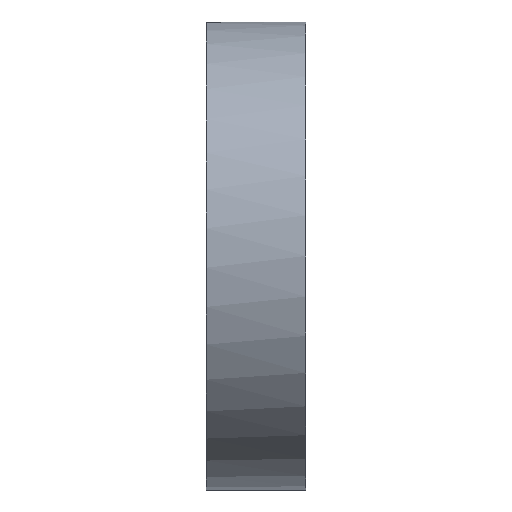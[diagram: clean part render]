
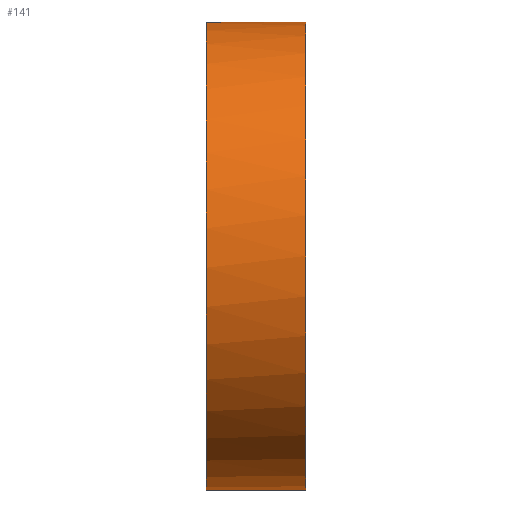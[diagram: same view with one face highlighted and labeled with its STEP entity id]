
A CAD part, front view. The second image highlights one B-rep face of the part: STEP entity #141.
In plain terms, the highlighted cylindrical face has radius 40 mm (diameter 80 mm), a full revolution.
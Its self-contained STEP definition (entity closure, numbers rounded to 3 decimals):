
#17=CYLINDRICAL_SURFACE('',#167,40.);
#19=CIRCLE('',#161,40.);
#23=CIRCLE('',#168,40.);
#24=CIRCLE('',#169,40.);
#25=CIRCLE('',#170,40.);
#26=CIRCLE('',#171,40.);
#31=FACE_OUTER_BOUND('',#38,.T.);
#38=EDGE_LOOP('',(#114,#115,#116,#117,#118,#119,#120,#121,#122));
#44=LINE('',#226,#54);
#49=LINE('',#239,#59);
#51=LINE('',#251,#61);
#54=VECTOR('',#180,10.);
#59=VECTOR('',#193,10.);
#61=VECTOR('',#207,40.);
#64=VERTEX_POINT('',#223);
#65=VERTEX_POINT('',#225);
#67=VERTEX_POINT('',#231);
#69=VERTEX_POINT('',#237);
#72=VERTEX_POINT('',#248);
#73=VERTEX_POINT('',#250);
#74=VERTEX_POINT('',#252);
#77=EDGE_CURVE('',#65,#64,#44,.T.);
#81=EDGE_CURVE('',#64,#67,#19,.T.);
#84=EDGE_CURVE('',#67,#69,#49,.T.);
#89=EDGE_CURVE('',#72,#69,#23,.T.);
#90=EDGE_CURVE('',#72,#73,#51,.T.);
#91=EDGE_CURVE('',#74,#73,#24,.T.);
#92=EDGE_CURVE('',#73,#74,#25,.T.);
#93=EDGE_CURVE('',#65,#72,#26,.T.);
#114=ORIENTED_EDGE('',*,*,#84,.T.);
#115=ORIENTED_EDGE('',*,*,#89,.F.);
#116=ORIENTED_EDGE('',*,*,#90,.T.);
#117=ORIENTED_EDGE('',*,*,#91,.F.);
#118=ORIENTED_EDGE('',*,*,#92,.F.);
#119=ORIENTED_EDGE('',*,*,#90,.F.);
#120=ORIENTED_EDGE('',*,*,#93,.F.);
#121=ORIENTED_EDGE('',*,*,#77,.T.);
#122=ORIENTED_EDGE('',*,*,#81,.T.);
#141=ADVANCED_FACE('',(#31),#17,.T.);
#161=AXIS2_PLACEMENT_3D('',#233,#187,#188);
#167=AXIS2_PLACEMENT_3D('',#247,#203,#204);
#168=AXIS2_PLACEMENT_3D('',#249,#205,#206);
#169=AXIS2_PLACEMENT_3D('',#253,#208,#209);
#170=AXIS2_PLACEMENT_3D('',#254,#210,#211);
#171=AXIS2_PLACEMENT_3D('',#255,#212,#213);
#180=DIRECTION('',(1.,0.,0.));
#187=DIRECTION('center_axis',(1.,0.,0.));
#188=DIRECTION('ref_axis',(0.,0.,
1.));
#193=DIRECTION('',(-1.,0.,0.));
#203=DIRECTION('center_axis',(-1.,0.,0.));
#204=DIRECTION('ref_axis',(0.,0.,
1.));
#205=DIRECTION('center_axis',(-1.,0.,0.));
#206=DIRECTION('ref_axis',(0.,0.,
1.));
#207=DIRECTION('',(1.,0.,0.));
#208=DIRECTION('center_axis',(1.,0.,0.));
#209=DIRECTION('ref_axis',(0.,0.,
1.));
#210=DIRECTION('center_axis',(1.,0.,0.));
#211=DIRECTION('ref_axis',(0.,0.,
1.));
#212=DIRECTION('center_axis',(-1.,0.,0.));
#213=DIRECTION('ref_axis',(0.,0.,
1.));
#223=CARTESIAN_POINT('',(-310.759,44.547,-6.));
#225=CARTESIAN_POINT('',(-316.5,44.547,-6.));
#226=CARTESIAN_POINT('',(-306.5,44.547,-6.));
#231=CARTESIAN_POINT('',(-310.759,44.547,6.));
#233=CARTESIAN_POINT('Origin',(-310.759,5.,0.));
#237=CARTESIAN_POINT('',(-316.5,44.547,6.));
#239=CARTESIAN_POINT('',(-306.5,44.547,6.));
#247=CARTESIAN_POINT('Origin',(-306.5,5.,0.));
#248=CARTESIAN_POINT('',(-316.5,5.,-40.));
#249=CARTESIAN_POINT('Origin',(-316.5,5.,0.));
#250=CARTESIAN_POINT('',(-299.5,5.,-40.));
#251=CARTESIAN_POINT('',(-306.5,5.,-40.));
#252=CARTESIAN_POINT('',(-299.5,5.,40.));
#253=CARTESIAN_POINT('Origin',(-299.5,5.,0.));
#254=CARTESIAN_POINT('Origin',(-299.5,5.,0.));
#255=CARTESIAN_POINT('Origin',(-316.5,5.,0.));
